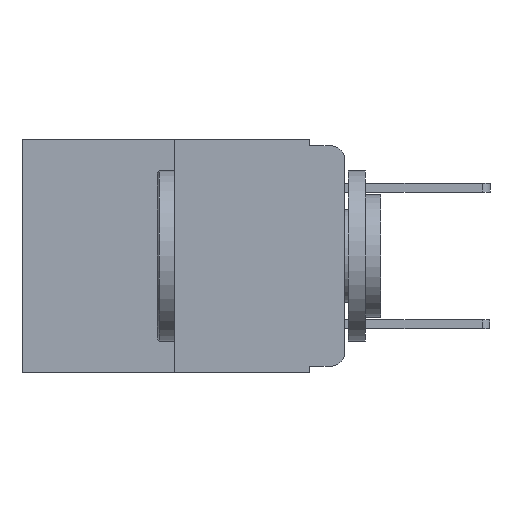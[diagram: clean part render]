
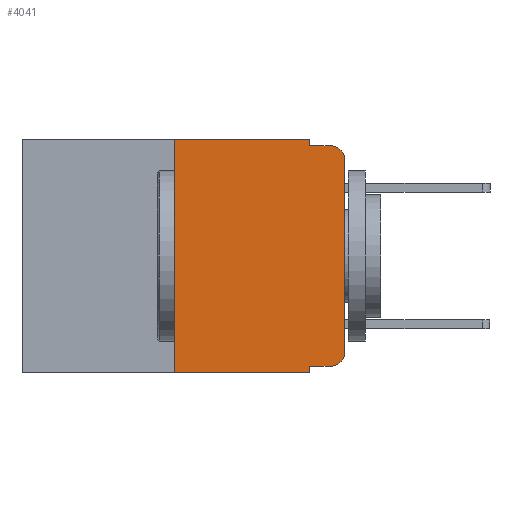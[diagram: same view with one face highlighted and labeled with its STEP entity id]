
A CAD part, left-side view. The second image highlights one B-rep face of the part: STEP entity #4041.
In plain terms, the highlighted planar face has unit normal (-1, 0, 0).
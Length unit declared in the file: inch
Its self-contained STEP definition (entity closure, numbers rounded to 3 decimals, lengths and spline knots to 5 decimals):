
#466 = EDGE_CURVE ( 'NONE', #7201, #16308, #22659, .T. ) ;
#487 = LINE ( 'NONE', #16652, #18012 ) ;
#1030 = AXIS2_PLACEMENT_3D ( 'NONE', #5571, #17747, #7369 ) ;
#1594 = DIRECTION ( 'NONE',  ( 0., 0., -1. ) ) ;
#1866 = CARTESIAN_POINT ( 'NONE',  ( 0., 0.051, -0.01 ) ) ;
#2387 = VERTEX_POINT ( 'NONE', #4352 ) ;
#3428 = VECTOR ( 'NONE', #8232, 39.37008 ) ;
#3532 = DIRECTION ( 'NONE',  ( 0., -1., 0. ) ) ;
#3940 = AXIS2_PLACEMENT_3D ( 'NONE', #20189, #9815, #21914 ) ;
#4037 = VERTEX_POINT ( 'NONE', #13690 ) ;
#4041 = ADVANCED_FACE ( 'NONE', ( #4695 ), #14280, .F. ) ;
#4068 = CARTESIAN_POINT ( 'NONE',  ( 0., 0., -0.03 ) ) ;
#4155 = VECTOR ( 'NONE', #15046, 39.37008 ) ;
#4233 = CARTESIAN_POINT ( 'NONE',  ( 0., 0.051, -0.343 ) ) ;
#4352 = CARTESIAN_POINT ( 'NONE',  ( 0., 0.25, 0. ) ) ;
#4465 = CARTESIAN_POINT ( 'NONE',  ( 0., 0.051, 0. ) ) ;
#4551 = LINE ( 'NONE', #6005, #12774 ) ;
#4695 = FACE_OUTER_BOUND ( 'NONE', #19171, .T. ) ;
#5426 = DIRECTION ( 'NONE',  ( 0., 0., -1. ) ) ;
#5571 = CARTESIAN_POINT ( 'NONE',  ( 0., 0.02, -0.313 ) ) ;
#6005 = CARTESIAN_POINT ( 'NONE',  ( 0., 0.051, -0.01 ) ) ;
#6420 = ORIENTED_EDGE ( 'NONE', *, *, #20990, .T. ) ;
#6907 = DIRECTION ( 'NONE',  ( 0., 0., 1. ) ) ;
#6974 = EDGE_CURVE ( 'NONE', #19813, #20865, #8180, .T. ) ;
#7201 = VERTEX_POINT ( 'NONE', #4465 ) ;
#7369 = DIRECTION ( 'NONE',  ( 0., 0., -1. ) ) ;
#7398 = LINE ( 'NONE', #13944, #20160 ) ;
#7558 = CARTESIAN_POINT ( 'NONE',  ( 0., 0.02, -0.01 ) ) ;
#8180 = LINE ( 'NONE', #20993, #16871 ) ;
#8195 = CARTESIAN_POINT ( 'NONE',  ( 0., 0., -0.313 ) ) ;
#8211 = EDGE_CURVE ( 'NONE', #4037, #19813, #14935, .T. ) ;
#8232 = DIRECTION ( 'NONE',  ( 0., -1., 0. ) ) ;
#9518 = AXIS2_PLACEMENT_3D ( 'NONE', #11411, #11384, #1594 ) ;
#9531 = EDGE_CURVE ( 'NONE', #16308, #11571, #4551, .T. ) ;
#9815 = DIRECTION ( 'NONE',  ( -1., 0., 0. ) ) ;
#10030 = EDGE_CURVE ( 'NONE', #14262, #14070, #17348, .T. ) ;
#10481 = ORIENTED_EDGE ( 'NONE', *, *, #466, .F. ) ;
#11016 = VECTOR ( 'NONE', #5426, 39.37008 ) ;
#11148 = ORIENTED_EDGE ( 'NONE', *, *, #13185, .F. ) ;
#11164 = CARTESIAN_POINT ( 'NONE',  ( 0., 0.051, -0.333 ) ) ;
#11384 = DIRECTION ( 'NONE',  ( 1., 0., 0. ) ) ;
#11411 = CARTESIAN_POINT ( 'NONE',  ( 0., 0.473, 0. ) ) ;
#11571 = VERTEX_POINT ( 'NONE', #7558 ) ;
#11601 = VERTEX_POINT ( 'NONE', #11164 ) ;
#11625 = ORIENTED_EDGE ( 'NONE', *, *, #8211, .T. ) ;
#12295 = CARTESIAN_POINT ( 'NONE',  ( 0., 0.25, 0. ) ) ;
#12344 = EDGE_CURVE ( 'NONE', #20865, #11571, #14041, .T. ) ;
#12774 = VECTOR ( 'NONE', #12955, 39.37008 ) ;
#12955 = DIRECTION ( 'NONE',  ( 0., -1., 0. ) ) ;
#13185 = EDGE_CURVE ( 'NONE', #11601, #14070, #15094, .T. ) ;
#13690 = CARTESIAN_POINT ( 'NONE',  ( 0., 0.02, -0.333 ) ) ;
#13944 = CARTESIAN_POINT ( 'NONE',  ( 0., 0.473, 0. ) ) ;
#14016 = DIRECTION ( 'NONE',  ( 0., 0., 1. ) ) ;
#14041 = CIRCLE ( 'NONE', #3940, 0.02 ) ;
#14070 = VERTEX_POINT ( 'NONE', #4233 ) ;
#14262 = VERTEX_POINT ( 'NONE', #16963 ) ;
#14280 = PLANE ( 'NONE',  #9518 ) ;
#14422 = EDGE_CURVE ( 'NONE', #14262, #2387, #20703, .T. ) ;
#14425 = EDGE_CURVE ( 'NONE', #2387, #7201, #7398, .T. ) ;
#14925 = DIRECTION ( 'NONE',  ( 0., -1., 0. ) ) ;
#14935 = CIRCLE ( 'NONE', #1030, 0.02 ) ;
#15046 = DIRECTION ( 'NONE',  ( 0., 0., -1. ) ) ;
#15094 = LINE ( 'NONE', #17598, #11016 ) ;
#15536 = ORIENTED_EDGE ( 'NONE', *, *, #12344, .T. ) ;
#15700 = CARTESIAN_POINT ( 'NONE',  ( 0., 0.051, 0. ) ) ;
#15719 = ORIENTED_EDGE ( 'NONE', *, *, #6974, .T. ) ;
#16110 = VECTOR ( 'NONE', #14016, 39.37008 ) ;
#16308 = VERTEX_POINT ( 'NONE', #1866 ) ;
#16652 = CARTESIAN_POINT ( 'NONE',  ( 0., 0.051, -0.333 ) ) ;
#16871 = VECTOR ( 'NONE', #6907, 39.37008 ) ;
#16963 = CARTESIAN_POINT ( 'NONE',  ( 0., 0.25, -0.343 ) ) ;
#17348 = LINE ( 'NONE', #20373, #3428 ) ;
#17598 = CARTESIAN_POINT ( 'NONE',  ( 0., 0.051, 0. ) ) ;
#17747 = DIRECTION ( 'NONE',  ( -1., 0., 0. ) ) ;
#18012 = VECTOR ( 'NONE', #14925, 39.37008 ) ;
#19171 = EDGE_LOOP ( 'NONE', ( #15719, #15536, #21748, #10481, #19771, #20360, #19226, #11148, #6420, #11625 ) ) ;
#19226 = ORIENTED_EDGE ( 'NONE', *, *, #10030, .T. ) ;
#19771 = ORIENTED_EDGE ( 'NONE', *, *, #14425, .F. ) ;
#19813 = VERTEX_POINT ( 'NONE', #8195 ) ;
#20160 = VECTOR ( 'NONE', #3532, 39.37008 ) ;
#20189 = CARTESIAN_POINT ( 'NONE',  ( 0., 0.02, -0.03 ) ) ;
#20360 = ORIENTED_EDGE ( 'NONE', *, *, #14422, .F. ) ;
#20373 = CARTESIAN_POINT ( 'NONE',  ( 0., 0.473, -0.343 ) ) ;
#20703 = LINE ( 'NONE', #12295, #16110 ) ;
#20865 = VERTEX_POINT ( 'NONE', #4068 ) ;
#20990 = EDGE_CURVE ( 'NONE', #11601, #4037, #487, .T. ) ;
#20993 = CARTESIAN_POINT ( 'NONE',  ( 0., 0., 0. ) ) ;
#21748 = ORIENTED_EDGE ( 'NONE', *, *, #9531, .F. ) ;
#21914 = DIRECTION ( 'NONE',  ( 0., 0., -1. ) ) ;
#22659 = LINE ( 'NONE', #15700, #4155 ) ;
